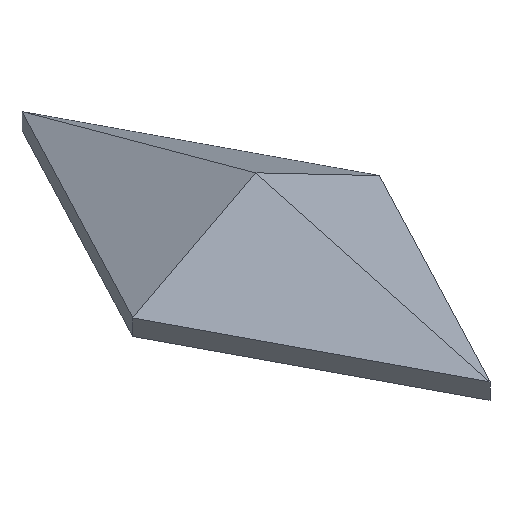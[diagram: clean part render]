
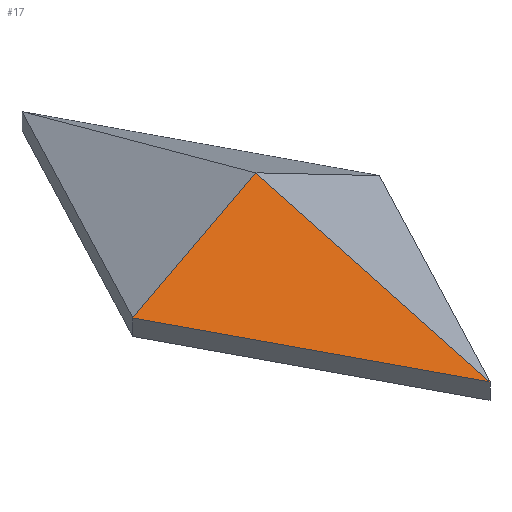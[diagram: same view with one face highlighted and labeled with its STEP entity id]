
A CAD part, isometric view. The second image highlights one B-rep face of the part: STEP entity #17.
In plain terms, the highlighted planar face has unit normal (-0.448, -0.236, 0.862).
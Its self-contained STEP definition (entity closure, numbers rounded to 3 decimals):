
#17 = ADVANCED_FACE('',(#18),#42,.T.);
#18 = FACE_BOUND('',#19,.T.);
#19 = EDGE_LOOP('',(#20,#30,#37));
#20 = ORIENTED_EDGE('',*,*,#21,.T.);
#21 = EDGE_CURVE('',#22,#24,#26,.T.);
#22 = VERTEX_POINT('',#23);
#23 = CARTESIAN_POINT('',(-7.701,83.022,10.));
#24 = VERTEX_POINT('',#25);
#25 = CARTESIAN_POINT('',(0.,68.4,10.));
#26 = LINE('',#27,#28);
#27 = CARTESIAN_POINT('',(-7.701,83.022,10.));
#28 = VECTOR('',#29,1.);
#29 = DIRECTION('',(0.466,-0.885,0.));
#30 = ORIENTED_EDGE('',*,*,#31,.T.);
#31 = EDGE_CURVE('',#24,#32,#34,.T.);
#32 = VERTEX_POINT('',#33);
#33 = CARTESIAN_POINT('',(0.,83.022,14.));
#34 = B_SPLINE_CURVE_WITH_KNOTS('',1,(#35,#36),.UNSPECIFIED.,.F.,.F.,(2,
    2),(0.,1.),.PIECEWISE_BEZIER_KNOTS.);
#35 = CARTESIAN_POINT('',(0.,68.4,10.));
#36 = CARTESIAN_POINT('',(0.,83.022,14.));
#37 = ORIENTED_EDGE('',*,*,#38,.F.);
#38 = EDGE_CURVE('',#22,#32,#39,.T.);
#39 = B_SPLINE_CURVE_WITH_KNOTS('',1,(#40,#41),.UNSPECIFIED.,.F.,.F.,(2,
    2),(0.,1.),.PIECEWISE_BEZIER_KNOTS.);
#40 = CARTESIAN_POINT('',(-7.701,83.022,10.));
#41 = CARTESIAN_POINT('',(0.,83.022,14.));
#42 = PLANE('',#43);
#43 = AXIS2_PLACEMENT_3D('',#44,#45,#46);
#44 = CARTESIAN_POINT('',(-7.701,83.022,10.));
#45 = DIRECTION('',(-0.448,-0.236,0.862));
#46 = DIRECTION('',(0.466,-0.885,0.));
